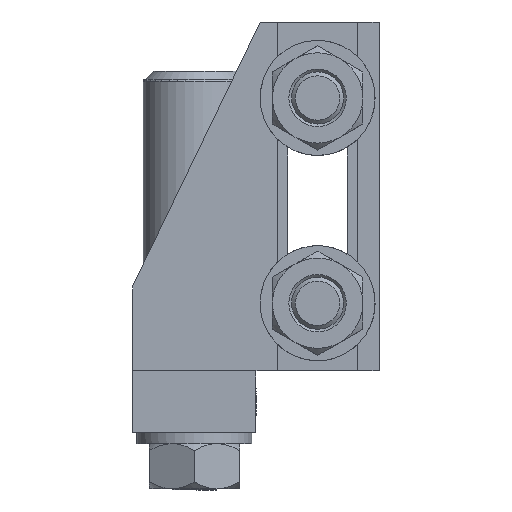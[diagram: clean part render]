
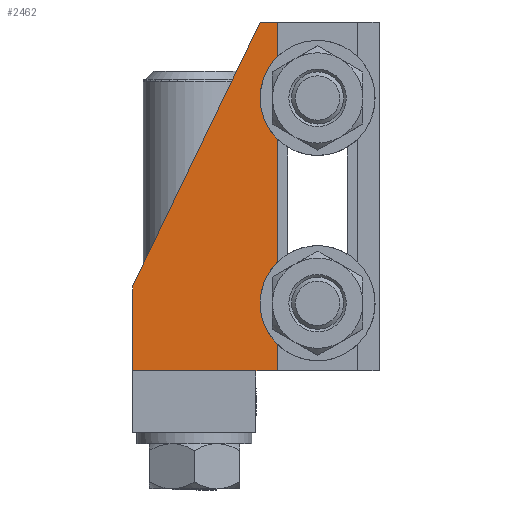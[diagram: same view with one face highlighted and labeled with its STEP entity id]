
A CAD part, front view. The second image highlights one B-rep face of the part: STEP entity #2462.
In plain terms, the highlighted planar face has unit normal (0, -1, 0).
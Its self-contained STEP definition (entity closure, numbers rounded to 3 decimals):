
#137 = VERTEX_POINT ( 'NONE', #5113 ) ;
#374 = CARTESIAN_POINT ( 'NONE',  ( 7.447, -70.309, 30.256 ) ) ;
#382 = CARTESIAN_POINT ( 'NONE',  ( 7.447, -70.309, 86.709 ) ) ;
#419 = CARTESIAN_POINT ( 'NONE',  ( 32.197, -70.309, 30.256 ) ) ;
#468 = EDGE_CURVE ( 'NONE', #2077, #4354, #4372, .T. ) ;
#486 = DIRECTION ( 'NONE',  ( 1., 0., 0. ) ) ;
#494 = VERTEX_POINT ( 'NONE', #4827 ) ;
#502 = VERTEX_POINT ( 'NONE', #2198 ) ;
#626 = CARTESIAN_POINT ( 'NONE',  ( 7.447, -70.309, 30.256 ) ) ;
#670 = VECTOR ( 'NONE', #2594, 1000. ) ;
#806 = DIRECTION ( 'NONE',  ( 0., 0., 1. ) ) ;
#881 = VECTOR ( 'NONE', #6214, 1000. ) ;
#896 = ORIENTED_EDGE ( 'NONE', *, *, #1258, .T. ) ;
#906 = FACE_OUTER_BOUND ( 'NONE', #3836, .T. ) ;
#1044 = DIRECTION ( 'NONE',  ( 0., -1., 0. ) ) ;
#1082 = CARTESIAN_POINT ( 'NONE',  ( -27.803, -70.309, 50.956 ) ) ;
#1258 = EDGE_CURVE ( 'NONE', #6403, #494, #6079, .T. ) ;
#1266 = AXIS2_PLACEMENT_3D ( 'NONE', #2970, #6068, #5007 ) ;
#1276 = CARTESIAN_POINT ( 'NONE',  ( -27.803, -70.309, 30.256 ) ) ;
#1302 = ORIENTED_EDGE ( 'NONE', *, *, #4096, .F. ) ;
#1449 = VERTEX_POINT ( 'NONE', #1998 ) ;
#1557 = EDGE_CURVE ( 'NONE', #1449, #3326, #2033, .T. ) ;
#1568 = ORIENTED_EDGE ( 'NONE', *, *, #2544, .F. ) ;
#1639 = VERTEX_POINT ( 'NONE', #5406 ) ;
#1739 = CARTESIAN_POINT ( 'NONE',  ( 7.447, -70.309, 30.256 ) ) ;
#1920 = ORIENTED_EDGE ( 'NONE', *, *, #5267, .F. ) ;
#1998 = CARTESIAN_POINT ( 'NONE',  ( 2.197, -70.309, 30.256 ) ) ;
#2033 = LINE ( 'NONE', #419, #881 ) ;
#2077 = VERTEX_POINT ( 'NONE', #4078 ) ;
#2105 = DIRECTION ( 'NONE',  ( 0., 0., 1. ) ) ;
#2193 = EDGE_CURVE ( 'NONE', #502, #4753, #5806, .T. ) ;
#2198 = CARTESIAN_POINT ( 'NONE',  ( -27.803, -70.309, 50.956 ) ) ;
#2462 = ADVANCED_FACE ( 'NONE', ( #906 ), #5631, .F. ) ;
#2544 = EDGE_CURVE ( 'NONE', #3326, #502, #6520, .T. ) ;
#2594 = DIRECTION ( 'NONE',  ( -1., 0., 0. ) ) ;
#2753 = DIRECTION ( 'NONE',  ( 0., 0., 1. ) ) ;
#2844 = CARTESIAN_POINT ( 'NONE',  ( 3.197, -70.309, 115.256 ) ) ;
#2912 = VECTOR ( 'NONE', #2105, 1000. ) ;
#2970 = CARTESIAN_POINT ( 'NONE',  ( 32.197, -70.309, 30.256 ) ) ;
#2976 = LINE ( 'NONE', #4071, #670 ) ;
#2998 = LINE ( 'NONE', #374, #2912 ) ;
#3073 = ORIENTED_EDGE ( 'NONE', *, *, #3406, .F. ) ;
#3299 = AXIS2_PLACEMENT_3D ( 'NONE', #3748, #5884, #6464 ) ;
#3326 = VERTEX_POINT ( 'NONE', #6397 ) ;
#3367 = ORIENTED_EDGE ( 'NONE', *, *, #468, .T. ) ;
#3406 = EDGE_CURVE ( 'NONE', #1639, #4354, #5060, .T. ) ;
#3748 = CARTESIAN_POINT ( 'NONE',  ( 17.197, -70.309, 96.756 ) ) ;
#3836 = EDGE_LOOP ( 'NONE', ( #3073, #6189, #5159, #4275, #1568, #4226, #1302, #896, #1920, #3367 ) ) ;
#3854 = AXIS2_PLACEMENT_3D ( 'NONE', #5636, #1044, #6141 ) ;
#3906 = VECTOR ( 'NONE', #806, 1000. ) ;
#3996 = DIRECTION ( 'NONE',  ( 0., 0., 1. ) ) ;
#3997 = EDGE_CURVE ( 'NONE', #4753, #137, #4558, .T. ) ;
#4071 = CARTESIAN_POINT ( 'NONE',  ( 32.197, -70.309, 30.256 ) ) ;
#4078 = CARTESIAN_POINT ( 'NONE',  ( 7.447, -70.309, 56.803 ) ) ;
#4096 = EDGE_CURVE ( 'NONE', #6403, #1449, #2976, .T. ) ;
#4226 = ORIENTED_EDGE ( 'NONE', *, *, #1557, .F. ) ;
#4275 = ORIENTED_EDGE ( 'NONE', *, *, #2193, .F. ) ;
#4294 = VECTOR ( 'NONE', #486, 1000. ) ;
#4354 = VERTEX_POINT ( 'NONE', #382 ) ;
#4372 = LINE ( 'NONE', #1739, #5912 ) ;
#4558 = LINE ( 'NONE', #5186, #4294 ) ;
#4753 = VERTEX_POINT ( 'NONE', #2844 ) ;
#4827 = CARTESIAN_POINT ( 'NONE',  ( 7.447, -70.309, 36.709 ) ) ;
#5007 = DIRECTION ( 'NONE',  ( -1., 0., 0. ) ) ;
#5060 = CIRCLE ( 'NONE', #3299, 14. ) ;
#5113 = CARTESIAN_POINT ( 'NONE',  ( 7.447, -70.309, 115.256 ) ) ;
#5159 = ORIENTED_EDGE ( 'NONE', *, *, #3997, .F. ) ;
#5186 = CARTESIAN_POINT ( 'NONE',  ( 3.197, -70.309, 115.256 ) ) ;
#5267 = EDGE_CURVE ( 'NONE', #2077, #494, #6835, .T. ) ;
#5406 = CARTESIAN_POINT ( 'NONE',  ( 7.447, -70.309, 106.803 ) ) ;
#5540 = CARTESIAN_POINT ( 'NONE',  ( 7.447, -70.309, 30.256 ) ) ;
#5631 = PLANE ( 'NONE',  #1266 ) ;
#5636 = CARTESIAN_POINT ( 'NONE',  ( 17.197, -70.309, 46.756 ) ) ;
#5770 = DIRECTION ( 'NONE',  ( 0.434, 0., 0.901 ) ) ;
#5806 = LINE ( 'NONE', #1082, #6330 ) ;
#5884 = DIRECTION ( 'NONE',  ( 0., -1., 0. ) ) ;
#5912 = VECTOR ( 'NONE', #2753, 1000. ) ;
#6068 = DIRECTION ( 'NONE',  ( 0., 1., 0. ) ) ;
#6079 = LINE ( 'NONE', #5540, #3906 ) ;
#6141 = DIRECTION ( 'NONE',  ( -0.866, 0., -0.5 ) ) ;
#6189 = ORIENTED_EDGE ( 'NONE', *, *, #6809, .T. ) ;
#6214 = DIRECTION ( 'NONE',  ( -1., 0., 0. ) ) ;
#6330 = VECTOR ( 'NONE', #5770, 1000. ) ;
#6335 = VECTOR ( 'NONE', #3996, 1000. ) ;
#6397 = CARTESIAN_POINT ( 'NONE',  ( -27.803, -70.309, 30.256 ) ) ;
#6403 = VERTEX_POINT ( 'NONE', #626 ) ;
#6464 = DIRECTION ( 'NONE',  ( -0.866, 0., -0.5 ) ) ;
#6520 = LINE ( 'NONE', #1276, #6335 ) ;
#6809 = EDGE_CURVE ( 'NONE', #1639, #137, #2998, .T. ) ;
#6835 = CIRCLE ( 'NONE', #3854, 14. ) ;
